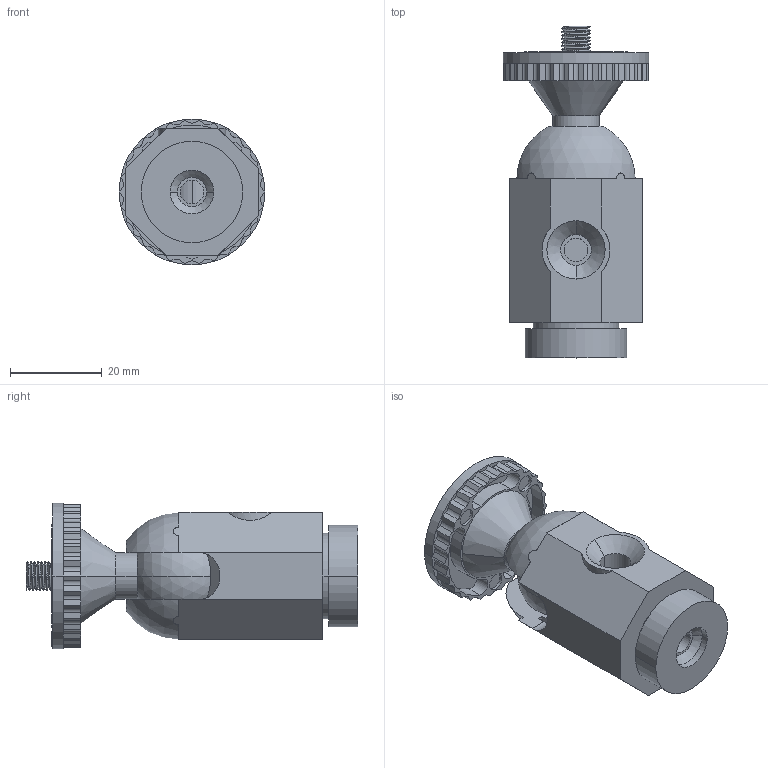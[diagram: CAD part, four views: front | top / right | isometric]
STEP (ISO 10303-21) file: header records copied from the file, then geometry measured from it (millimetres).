
FILE_DESCRIPTION((''),'2;1');
FILE_NAME('156619_SW','2011-04-06T',('banengservice'),('BANNER ENGINEERING'),'PRO/ENGINEER BY PARAMETRIC TECHNOLOGY CORPORATION, 2009141','PRO/ENGINEER BY PARAMETRIC TECHNOLOGY CORPORATION, 2009141','');
FILE_SCHEMA(('CONFIG_CONTROL_DESIGN'));
Length unit declared in the file: inch
Products named in the file (1): 156619_SW
Bounding box: 31.75 x 72.27 x 31.75 mm (x, y, z)
Volume: 26101.8 mm3; surface area: 14383.9 mm2
Topology: 2 solids, 2 shells, 286 faces, 768 edges, 502 vertices
Faces by surface type: plane 149, cylinder 109, cone 16, sphere 6, bspline 6
Entity records: 11207 total; most frequent: CARTESIAN_POINT 3908, ORIENTED_EDGE 1536, DIRECTION 1507, EDGE_CURVE 768, AXIS2_PLACEMENT_3D 523, VERTEX_POINT 502, VECTOR 461, LINE 461
